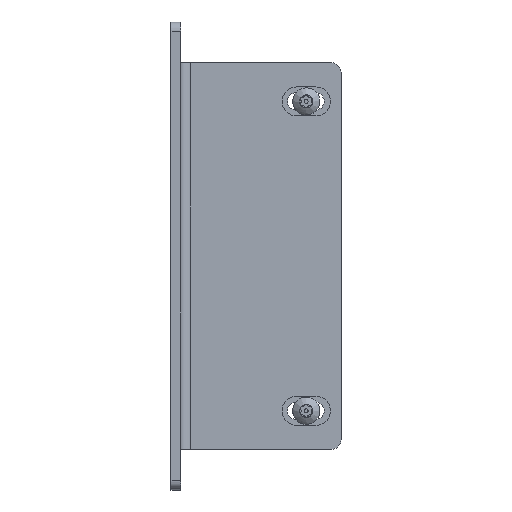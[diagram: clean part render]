
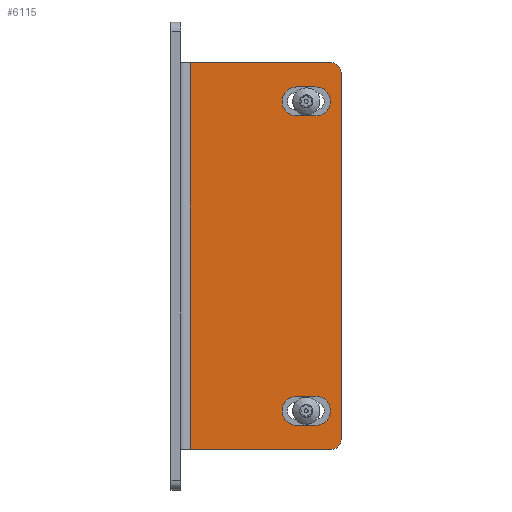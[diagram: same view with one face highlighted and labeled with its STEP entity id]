
A CAD part, top view. The second image highlights one B-rep face of the part: STEP entity #6115.
In plain terms, the highlighted planar face has unit normal (0, 0, 1).
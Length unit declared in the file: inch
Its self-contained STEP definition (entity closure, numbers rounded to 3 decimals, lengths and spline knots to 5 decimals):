
#19 = LINE ( 'NONE', #6915, #224 ) ;
#68 = EDGE_CURVE ( 'NONE', #1565, #6823, #5753, .T. ) ;
#141 = VERTEX_POINT ( 'NONE', #3134 ) ;
#224 = VECTOR ( 'NONE', #7506, 39.37008 ) ;
#238 = EDGE_CURVE ( 'NONE', #8828, #3394, #7788, .T. ) ;
#243 = ORIENTED_EDGE ( 'NONE', *, *, #6071, .T. ) ;
#378 = LINE ( 'NONE', #3132, #4319 ) ;
#465 = DIRECTION ( 'NONE',  ( 0., 0., -1. ) ) ;
#646 = CARTESIAN_POINT ( 'NONE',  ( 1.53543, 3.93701, -0.82677 ) ) ;
#870 = CIRCLE ( 'NONE', #4920, 0.29528 ) ;
#931 = DIRECTION ( 'NONE',  ( 0., 0., -1. ) ) ;
#954 = EDGE_CURVE ( 'NONE', #4534, #2022, #3738, .T. ) ;
#1140 = CARTESIAN_POINT ( 'NONE',  ( -1.33858, 3.93701, -0.82677 ) ) ;
#1227 = LINE ( 'NONE', #8201, #8743 ) ;
#1440 = ORIENTED_EDGE ( 'NONE', *, *, #3210, .T. ) ;
#1443 = CARTESIAN_POINT ( 'NONE',  ( 1.22047, -2.85433, -0.82677 ) ) ;
#1522 = DIRECTION ( 'NONE',  ( 0., 0., 1. ) ) ;
#1565 = VERTEX_POINT ( 'NONE', #7071 ) ;
#1629 = VECTOR ( 'NONE', #7556, 39.37008 ) ;
#1643 = VECTOR ( 'NONE', #2133, 39.37008 ) ;
#1645 = CARTESIAN_POINT ( 'NONE',  ( 0.82677, -3.14961, -0.82677 ) ) ;
#1744 = ORIENTED_EDGE ( 'NONE', *, *, #68, .T. ) ;
#1811 = EDGE_LOOP ( 'NONE', ( #7762, #2332, #1744, #2982 ) ) ;
#2022 = VERTEX_POINT ( 'NONE', #7649 ) ;
#2034 = VERTEX_POINT ( 'NONE', #8391 ) ;
#2133 = DIRECTION ( 'NONE',  ( 0., -1., 0. ) ) ;
#2156 = EDGE_CURVE ( 'NONE', #141, #5637, #7389, .T. ) ;
#2160 = FACE_OUTER_BOUND ( 'NONE', #7368, .T. ) ;
#2332 = ORIENTED_EDGE ( 'NONE', *, *, #4049, .T. ) ;
#2453 = EDGE_CURVE ( 'NONE', #6823, #5693, #378, .T. ) ;
#2488 = EDGE_CURVE ( 'NONE', #7257, #3467, #8852, .T. ) ;
#2678 = ORIENTED_EDGE ( 'NONE', *, *, #238, .T. ) ;
#2923 = FACE_BOUND ( 'NONE', #1811, .T. ) ;
#2932 = DIRECTION ( 'NONE',  ( -1., 0., 0. ) ) ;
#2957 = ORIENTED_EDGE ( 'NONE', *, *, #954, .F. ) ;
#2982 = ORIENTED_EDGE ( 'NONE', *, *, #2453, .T. ) ;
#2995 = DIRECTION ( 'NONE',  ( 1., 0., 0. ) ) ;
#3008 = DIRECTION ( 'NONE',  ( 0., 1., 0. ) ) ;
#3132 = CARTESIAN_POINT ( 'NONE',  ( 0.09843, -2.85433, -0.82677 ) ) ;
#3134 = CARTESIAN_POINT ( 'NONE',  ( 0.82677, 2.85433, -0.82677 ) ) ;
#3150 = CARTESIAN_POINT ( 'NONE',  ( 1.22047, 3.44488, -0.82677 ) ) ;
#3210 = EDGE_CURVE ( 'NONE', #7257, #2022, #5967, .T. ) ;
#3226 = DIRECTION ( 'NONE',  ( 0., 1., 0. ) ) ;
#3229 = EDGE_CURVE ( 'NONE', #5693, #7780, #870, .T. ) ;
#3239 = ORIENTED_EDGE ( 'NONE', *, *, #2488, .F. ) ;
#3367 = CARTESIAN_POINT ( 'NONE',  ( 1.22047, -3.14961, -0.82677 ) ) ;
#3394 = VERTEX_POINT ( 'NONE', #6036 ) ;
#3407 = DIRECTION ( 'NONE',  ( 0., 1., 0. ) ) ;
#3467 = VERTEX_POINT ( 'NONE', #6218 ) ;
#3563 = CARTESIAN_POINT ( 'NONE',  ( 0.09843, 0., -0.82677 ) ) ;
#3581 = DIRECTION ( 'NONE',  ( 0., 0., -1. ) ) ;
#3607 = FACE_BOUND ( 'NONE', #5604, .T. ) ;
#3665 = CARTESIAN_POINT ( 'NONE',  ( 1.53543, 3.74016, -0.82677 ) ) ;
#3738 = CIRCLE ( 'NONE', #8397, 0.19685 ) ;
#3862 = AXIS2_PLACEMENT_3D ( 'NONE', #4622, #465, #3226 ) ;
#3867 = DIRECTION ( 'NONE',  ( -1., 0., 0. ) ) ;
#3963 = CARTESIAN_POINT ( 'NONE',  ( 1.73228, 0., -0.82677 ) ) ;
#4034 = VERTEX_POINT ( 'NONE', #1140 ) ;
#4049 = EDGE_CURVE ( 'NONE', #7780, #1565, #1227, .T. ) ;
#4118 = CARTESIAN_POINT ( 'NONE',  ( -1.33858, 0., -0.82677 ) ) ;
#4235 = PLANE ( 'NONE',  #4530 ) ;
#4237 = VECTOR ( 'NONE', #5565, 39.37008 ) ;
#4319 = VECTOR ( 'NONE', #2995, 39.37008 ) ;
#4399 = ORIENTED_EDGE ( 'NONE', *, *, #2156, .T. ) ;
#4530 = AXIS2_PLACEMENT_3D ( 'NONE', #3563, #1522, #7068 ) ;
#4534 = VERTEX_POINT ( 'NONE', #646 ) ;
#4622 = CARTESIAN_POINT ( 'NONE',  ( 1.22047, 3.14961, -0.82677 ) ) ;
#4650 = ORIENTED_EDGE ( 'NONE', *, *, #7015, .T. ) ;
#4705 = CARTESIAN_POINT ( 'NONE',  ( 1.53543, -3.74016, -0.82677 ) ) ;
#4920 = AXIS2_PLACEMENT_3D ( 'NONE', #3367, #3581, #7867 ) ;
#5013 = LINE ( 'NONE', #6439, #4237 ) ;
#5114 = LINE ( 'NONE', #5799, #7304 ) ;
#5421 = LINE ( 'NONE', #8769, #1629 ) ;
#5565 = DIRECTION ( 'NONE',  ( 1., 0., 0. ) ) ;
#5604 = EDGE_LOOP ( 'NONE', ( #2678, #8327, #4399, #6856 ) ) ;
#5637 = VERTEX_POINT ( 'NONE', #8793 ) ;
#5693 = VERTEX_POINT ( 'NONE', #1443 ) ;
#5753 = CIRCLE ( 'NONE', #8234, 0.29528 ) ;
#5760 = EDGE_CURVE ( 'NONE', #4034, #2034, #7589, .T. ) ;
#5799 = CARTESIAN_POINT ( 'NONE',  ( 0.09843, 3.93701, -0.82677 ) ) ;
#5967 = LINE ( 'NONE', #3963, #6674 ) ;
#5995 = DIRECTION ( 'NONE',  ( 0., 0., -1. ) ) ;
#6036 = CARTESIAN_POINT ( 'NONE',  ( 1.22047, 2.85433, -0.82677 ) ) ;
#6071 = EDGE_CURVE ( 'NONE', #2034, #3467, #5013, .T. ) ;
#6115 = ADVANCED_FACE ( 'NONE', ( #3607, #2923, #2160 ), #4235, .T. ) ;
#6218 = CARTESIAN_POINT ( 'NONE',  ( 1.53543, -3.93701, -0.82677 ) ) ;
#6346 = EDGE_CURVE ( 'NONE', #5637, #8828, #5421, .T. ) ;
#6359 = ORIENTED_EDGE ( 'NONE', *, *, #5760, .T. ) ;
#6397 = DIRECTION ( 'NONE',  ( -1., 0., 0. ) ) ;
#6423 = CARTESIAN_POINT ( 'NONE',  ( 1.22047, -3.44488, -0.82677 ) ) ;
#6439 = CARTESIAN_POINT ( 'NONE',  ( 0.09843, -3.93701, -0.82677 ) ) ;
#6674 = VECTOR ( 'NONE', #3407, 39.37008 ) ;
#6823 = VERTEX_POINT ( 'NONE', #8174 ) ;
#6856 = ORIENTED_EDGE ( 'NONE', *, *, #6346, .T. ) ;
#6915 = CARTESIAN_POINT ( 'NONE',  ( 0.09843, 2.85433, -0.82677 ) ) ;
#7015 = EDGE_CURVE ( 'NONE', #4534, #4034, #5114, .T. ) ;
#7068 = DIRECTION ( 'NONE',  ( -1., 0., 0. ) ) ;
#7071 = CARTESIAN_POINT ( 'NONE',  ( 0.82677, -3.44488, -0.82677 ) ) ;
#7150 = CARTESIAN_POINT ( 'NONE',  ( 0.82677, 3.14961, -0.82677 ) ) ;
#7241 = AXIS2_PLACEMENT_3D ( 'NONE', #4705, #5995, #8788 ) ;
#7257 = VERTEX_POINT ( 'NONE', #8042 ) ;
#7304 = VECTOR ( 'NONE', #6397, 39.37008 ) ;
#7368 = EDGE_LOOP ( 'NONE', ( #6359, #243, #3239, #1440, #2957, #4650 ) ) ;
#7389 = CIRCLE ( 'NONE', #8418, 0.29528 ) ;
#7506 = DIRECTION ( 'NONE',  ( -1., 0., 0. ) ) ;
#7556 = DIRECTION ( 'NONE',  ( 1., 0., 0. ) ) ;
#7589 = LINE ( 'NONE', #4118, #1643 ) ;
#7649 = CARTESIAN_POINT ( 'NONE',  ( 1.73228, 3.74016, -0.82677 ) ) ;
#7678 = EDGE_CURVE ( 'NONE', #3394, #141, #19, .T. ) ;
#7711 = DIRECTION ( 'NONE',  ( 0., 0., -1. ) ) ;
#7762 = ORIENTED_EDGE ( 'NONE', *, *, #3229, .T. ) ;
#7780 = VERTEX_POINT ( 'NONE', #6423 ) ;
#7788 = CIRCLE ( 'NONE', #3862, 0.29528 ) ;
#7867 = DIRECTION ( 'NONE',  ( 0., 1., 0. ) ) ;
#8042 = CARTESIAN_POINT ( 'NONE',  ( 1.73228, -3.74016, -0.82677 ) ) ;
#8174 = CARTESIAN_POINT ( 'NONE',  ( 0.82677, -2.85433, -0.82677 ) ) ;
#8201 = CARTESIAN_POINT ( 'NONE',  ( 0.09843, -3.44488, -0.82677 ) ) ;
#8234 = AXIS2_PLACEMENT_3D ( 'NONE', #1645, #8747, #8698 ) ;
#8327 = ORIENTED_EDGE ( 'NONE', *, *, #7678, .T. ) ;
#8391 = CARTESIAN_POINT ( 'NONE',  ( -1.33858, -3.93701, -0.82677 ) ) ;
#8397 = AXIS2_PLACEMENT_3D ( 'NONE', #3665, #7711, #2932 ) ;
#8418 = AXIS2_PLACEMENT_3D ( 'NONE', #7150, #931, #3008 ) ;
#8698 = DIRECTION ( 'NONE',  ( 0., 1., 0. ) ) ;
#8743 = VECTOR ( 'NONE', #3867, 39.37008 ) ;
#8747 = DIRECTION ( 'NONE',  ( 0., 0., -1. ) ) ;
#8769 = CARTESIAN_POINT ( 'NONE',  ( 0.09843, 3.44488, -0.82677 ) ) ;
#8788 = DIRECTION ( 'NONE',  ( -1., 0., 0. ) ) ;
#8793 = CARTESIAN_POINT ( 'NONE',  ( 0.82677, 3.44488, -0.82677 ) ) ;
#8828 = VERTEX_POINT ( 'NONE', #3150 ) ;
#8852 = CIRCLE ( 'NONE', #7241, 0.19685 ) ;
